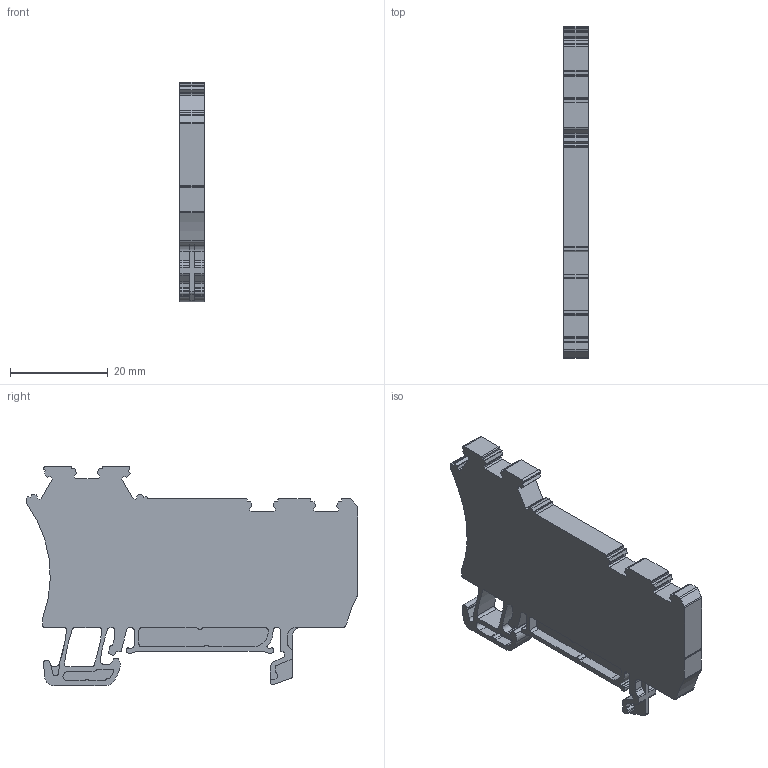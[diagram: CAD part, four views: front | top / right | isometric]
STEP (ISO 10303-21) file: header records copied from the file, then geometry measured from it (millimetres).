
FILE_DESCRIPTION( ( 'STEP AP214' ), '1' );
FILE_NAME( '1649540000.stp', ' ', ( ' ' ), ( ' ' ), 'PSStep 15.0.47', 'PARTsolutions', ' ' );
FILE_SCHEMA( ( 'AUTOMOTIVE_DESIGN { 1 0 10303 214 1 1 1 1 }' ) );
Length unit declared in the file: millimetre
Products named in the file (1): _ZAP/TW ZIA1.5/3L 1649540000
Bounding box: 5 x 68.05 x 45.05 mm (x, y, z)
Volume: 9594.2 mm3; surface area: 6073.5 mm2
Topology: 1 solids, 1 shells, 314 faces, 924 edges, 616 vertices
Faces by surface type: plane 172, cylinder 142
Entity records: 13046 total; most frequent: CARTESIAN_POINT 1855, ORIENTED_EDGE 1848, DIRECTION 1840, EDGE_CURVE 924, LINE 638, VECTOR 638, VERTEX_POINT 616, AXIS2_PLACEMENT_3D 601
